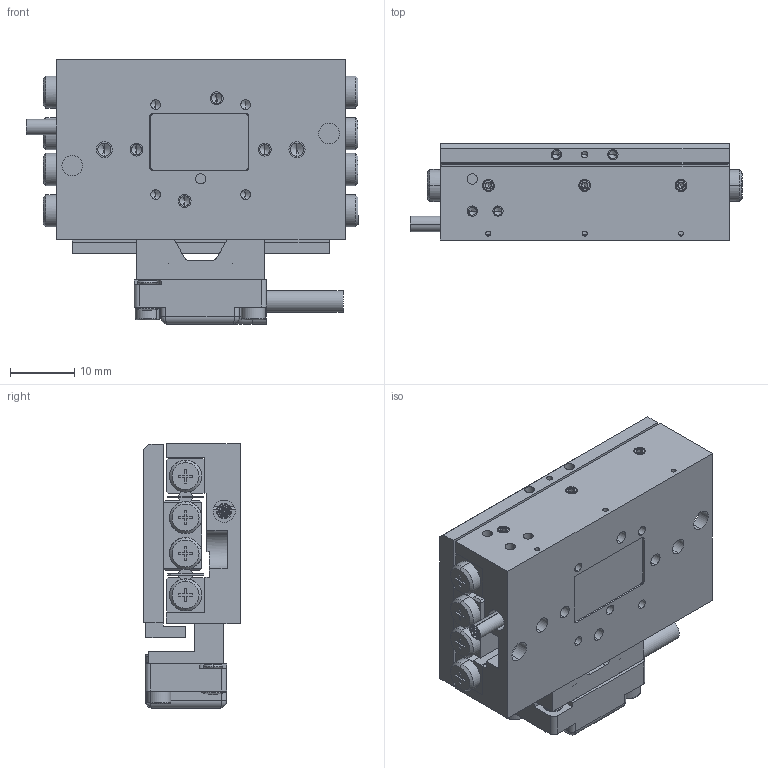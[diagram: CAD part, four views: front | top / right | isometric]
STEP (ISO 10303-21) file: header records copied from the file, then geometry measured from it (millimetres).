
FILE_DESCRIPTION (( 'STEP AP214' ), '1' );
FILE_NAME ('PPS-28-112X9.STEP', '2023-08-07T19:23:27', ( '' ), ( '' ), 'SwSTEP 2.0', 'SolidWorks 2023', '' );
FILE_SCHEMA (( 'AUTOMOTIVE_DESIGN' ));
Length unit declared in the file: millimetre
Products named in the file (21): NB Slide Way SVW 2000 Cage_SVW 2045-8Z; NB Slide Way SVW 2000 Rail_SVW 2045; SCREW, MS-PPH, M-JCIS_M1.6 x 0.35 x 4mm; Dowel Pin, M-DIN_M01 x 004; PPS-20, Scale Bracket, Mercury, Master Part_40mm; TFC-421 Silver Braided Cable_L20; SCREW, SHCS-S, M-DIN_M2 x 0.4 x 06mm; 430413 PPS-20, Encoder Bracket, M3500_0.71mm MTE Mod; PPS-28, Carriage, Master Part_45; PPS-28, Base, Master Part_L45, No Ears ; 130161 Bearing, NB, Slide Way, SVW 2000_SVW 2045-8Z (Rigid at Center); Set Screw, Cup-H, E-ASME_E1-72 x 1''16; 110103 Encoder Head, M3500, Custom Atmospheric_Atmospheric Window; SCREW, MS-PPH, M-JCIS_M2.5 x 0.45 x 6mm; SSCZS-M2.5-8; SCREW, SHCS-S, M-DIN_M1.6 x 0.35 x 05mm; 430438 PPS 28, Back Cover, NJ8x13; PPS-28-112X9; SCREW, SHCS-F, M-DIN_M3 x 0.5 x 06mm; SCREW, SHCS-S, M-DIN_M1.6 x 0.35 x 06mm; NB Slide Way SVW 2000 Center Way_SVW 2045
Assembly tree (37 placements, depth 3):
  PPS-28-112X9
    PPS-28, Base, Master Part_L45, No Ears 
    430438 PPS 28, Back Cover, NJ8x13
    TFC-421 Silver Braided Cable_L20
    PPS-28, Carriage, Master Part_45
    SCREW, SHCS-F, M-DIN_M3 x 0.5 x 06mm  x3
    130161 Bearing, NB, Slide Way, SVW 2000_SVW 2045-8Z (Rigid at Center)
      NB Slide Way SVW 2000 Rail_SVW 2045  x2
      NB Slide Way SVW 2000 Center Way_SVW 2045
      NB Slide Way SVW 2000 Cage_SVW 2045-8Z  x2
    SCREW, MS-PPH, M-JCIS_M2.5 x 0.45 x 6mm  x6
    Set Screw, Cup-H, E-ASME_E1-72 x 1''16  x3
    110103 Encoder Head, M3500, Custom Atmospheric_Atmospheric Window
    PPS-20, Scale Bracket, Mercury, Master Part_40mm
    SCREW, SHCS-S, M-DIN_M1.6 x 0.35 x 06mm
    SCREW, SHCS-S, M-DIN_M2 x 0.4 x 06mm  x2
    SCREW, MS-PPH, M-JCIS_M1.6 x 0.35 x 4mm  x2
    Dowel Pin, M-DIN_M01 x 004  x2
    430413 PPS-20, Encoder Bracket, M3500_0.71mm MTE Mod
    SCREW, SHCS-S, M-DIN_M1.6 x 0.35 x 05mm  x2
    SSCZS-M2.5-8  x3
Bounding box: 51.7 x 15 x 41.2 mm (x, y, z)
Volume: 18724.6 mm3; surface area: 19708.2 mm2
Topology: 49 solids, 49 shells, 1614 faces, 3910 edges, 2419 vertices
Faces by surface type: plane 743, cylinder 501, cone 232, torus 114, bspline 18, sphere 6
Entity records: 52066 total; most frequent: CARTESIAN_POINT 25842, DIRECTION 5482, ORIENTED_EDGE 5098, EDGE_CURVE 2549, AXIS2_PLACEMENT_3D 2028, VERTEX_POINT 1644, VECTOR 1426, LINE 1426
